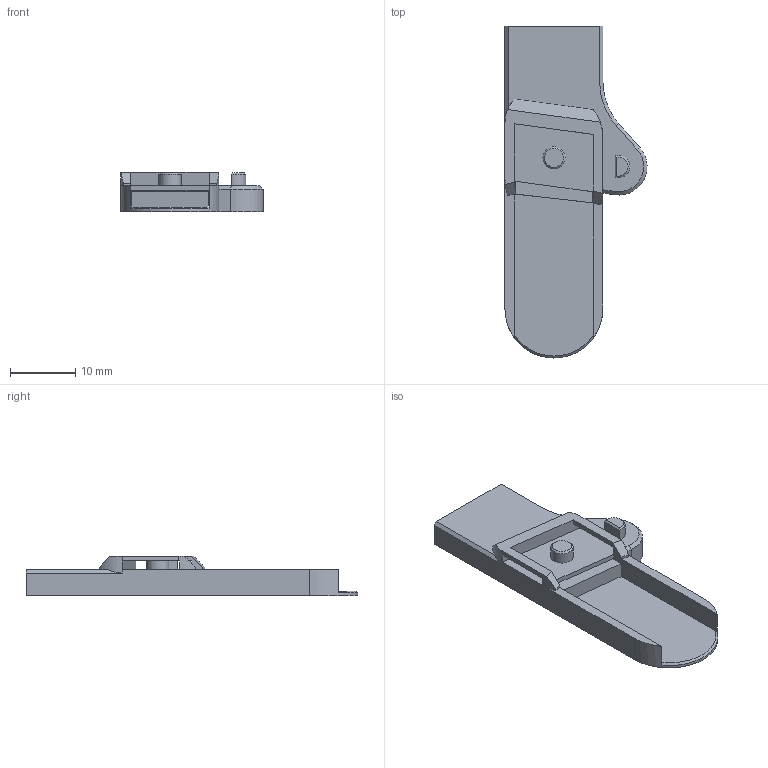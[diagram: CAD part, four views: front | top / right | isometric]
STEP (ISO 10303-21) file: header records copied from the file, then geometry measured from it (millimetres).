
FILE_DESCRIPTION(/* description */ (''),/* implementation_level */ '2;1');
FILE_NAME(/* name */ 'tt-2nd-phalange-inserter.step',/* time_stamp */ '2024-02-03T23:28:53+01:00',/* author */ (''),/* organization */ (''),/* preprocessor_version */ 'ST-DEVELOPER v20',/* originating_system */ 'Autodesk Translation Framework v12.20.1.177',/* authorisation */ '');
FILE_SCHEMA (('AUTOMOTIVE_DESIGN { 1 0 10303 214 3 1 1 }'));
Length unit declared in the file: millimetre
Products named in the file (1): 2nd Phalanger Inserter
Bounding box: 21.76 x 50.86 x 6.1 mm (x, y, z)
Volume: 2350.3 mm3; surface area: 3960.4 mm2
Topology: 2 solids, 3 shells, 59 faces, 157 edges, 101 vertices
Faces by surface type: plane 43, cylinder 11, cone 5
Full cylindrical faces by diameter (mm): 3.4 x2
Entity records: 1862 total; most frequent: CARTESIAN_POINT 328, ORIENTED_EDGE 314, DIRECTION 310, EDGE_CURVE 157, LINE 116, VECTOR 116, VERTEX_POINT 101, AXIS2_PLACEMENT_3D 97
